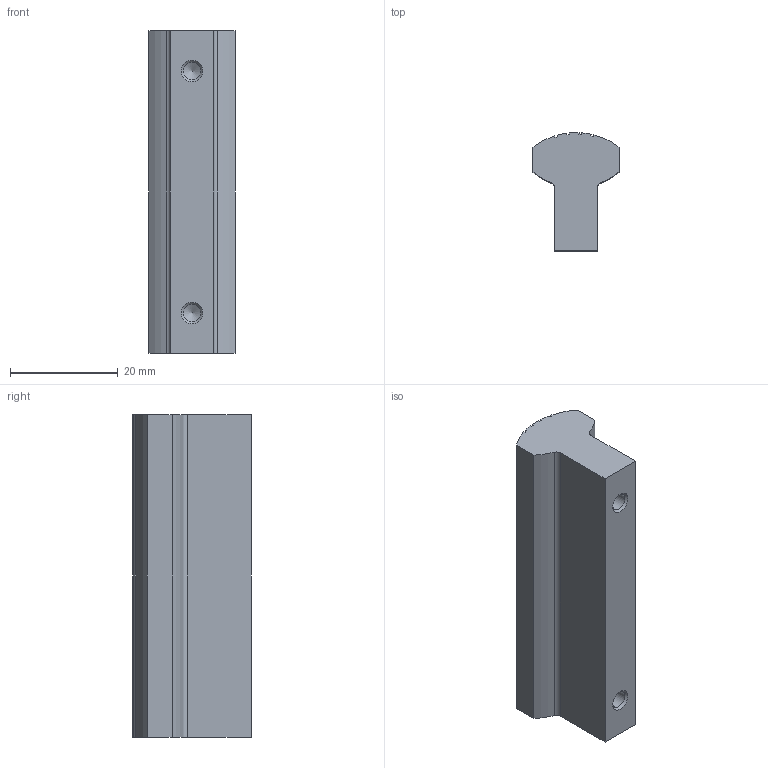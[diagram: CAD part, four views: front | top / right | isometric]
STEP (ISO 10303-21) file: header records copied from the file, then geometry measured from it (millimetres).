
FILE_DESCRIPTION( ( 'STEP AP214' ), '1' );
FILE_NAME( 'K0232.10452.stp', '2020-11-26T12:57:30', ( '' ), ( '' ), ' ', 'PARTsolutions', ' ' );
FILE_SCHEMA( ( 'AUTOMOTIVE_DESIGN { 1 0 10303 214 1 1 1 1 }' ) );
Length unit declared in the file: millimetre
Products named in the file (1): _K0232.10452
Bounding box: 16 x 22 x 60 mm (x, y, z)
Volume: 13656.5 mm3; surface area: 4893.5 mm2
Topology: 1 solids, 1 shells, 34 faces, 92 edges, 60 vertices
Faces by surface type: plane 19, cylinder 11, cone 4
Full cylindrical faces by diameter (mm): 3.242 x2
Entity records: 1316 total; most frequent: CARTESIAN_POINT 179, DIRECTION 178, ORIENTED_EDGE 168, EDGE_CURVE 84, VERTEX_POINT 60, LINE 60, VECTOR 60, AXIS2_PLACEMENT_3D 59
